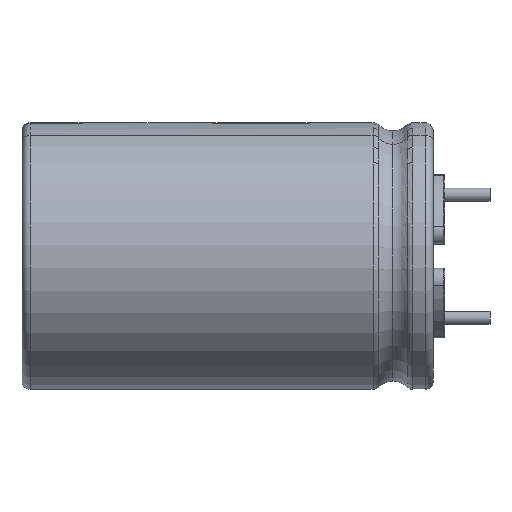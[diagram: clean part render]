
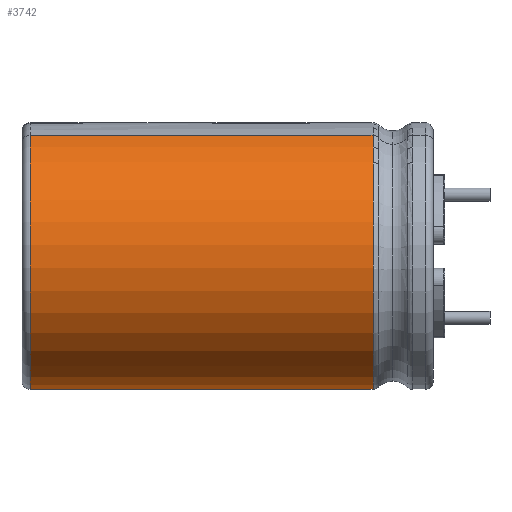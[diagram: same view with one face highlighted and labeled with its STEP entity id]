
A CAD part, left-side view. The second image highlights one B-rep face of the part: STEP entity #3742.
In plain terms, the highlighted cylindrical face has radius 8.25 mm (diameter 16.5 mm), a partial arc.
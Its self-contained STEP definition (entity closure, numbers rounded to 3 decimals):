
#102 = DIRECTION ( 'NONE',  ( 0., 1., 0. ) ) ;
#296 = VERTEX_POINT ( 'NONE', #2884 ) ;
#303 = DIRECTION ( 'NONE',  ( 0., 1., 0. ) ) ;
#340 = CYLINDRICAL_SURFACE ( 'NONE', #3366, 8.25 ) ;
#777 = CARTESIAN_POINT ( 'NONE',  ( 0., 3.725, 0. ) ) ;
#820 = VECTOR ( 'NONE', #5738, 1000. ) ;
#1660 = CARTESIAN_POINT ( 'NONE',  ( -3.5, 25.4, 7.471 ) ) ;
#1709 = CARTESIAN_POINT ( 'NONE',  ( -3.5, 3.725, 7.471 ) ) ;
#1736 = VECTOR ( 'NONE', #303, 1000. ) ;
#1834 = ORIENTED_EDGE ( 'NONE', *, *, #2386, .T. ) ;
#1917 = CARTESIAN_POINT ( 'NONE',  ( 0., 25.4, 0. ) ) ;
#1995 = EDGE_CURVE ( 'NONE', #5452, #296, #5164, .T. ) ;
#2008 = CARTESIAN_POINT ( 'NONE',  ( 0., 24.9, 0. ) ) ;
#2075 = CARTESIAN_POINT ( 'NONE',  ( 3.5, 24.9, 7.471 ) ) ;
#2386 = EDGE_CURVE ( 'NONE', #5754, #4736, #4179, .T. ) ;
#2578 = CIRCLE ( 'NONE', #3121, 8.25 ) ;
#2627 = ORIENTED_EDGE ( 'NONE', *, *, #3864, .F. ) ;
#2764 = ORIENTED_EDGE ( 'NONE', *, *, #6319, .T. ) ;
#2884 = CARTESIAN_POINT ( 'NONE',  ( 3.5, 3.725, 7.471 ) ) ;
#3003 = EDGE_LOOP ( 'NONE', ( #2627, #3214, #2764, #1834 ) ) ;
#3121 = AXIS2_PLACEMENT_3D ( 'NONE', #777, #6323, #4377 ) ;
#3214 = ORIENTED_EDGE ( 'NONE', *, *, #1995, .T. ) ;
#3217 = CARTESIAN_POINT ( 'NONE',  ( -3.5, 24.9, 7.471 ) ) ;
#3366 = AXIS2_PLACEMENT_3D ( 'NONE', #1917, #5458, #6427 ) ;
#3742 = ADVANCED_FACE ( 'NONE', ( #4381 ), #340, .T. ) ;
#3864 = EDGE_CURVE ( 'NONE', #5452, #4736, #4320, .T. ) ;
#4179 = LINE ( 'NONE', #1660, #1736 ) ;
#4320 = CIRCLE ( 'NONE', #5180, 8.25 ) ;
#4377 = DIRECTION ( 'NONE',  ( 0., 0., 1. ) ) ;
#4381 = FACE_OUTER_BOUND ( 'NONE', #3003, .T. ) ;
#4577 = DIRECTION ( 'NONE',  ( 0., 0., 1. ) ) ;
#4595 = CARTESIAN_POINT ( 'NONE',  ( 3.5, 25.4, 7.471 ) ) ;
#4736 = VERTEX_POINT ( 'NONE', #3217 ) ;
#5164 = LINE ( 'NONE', #4595, #820 ) ;
#5180 = AXIS2_PLACEMENT_3D ( 'NONE', #2008, #102, #4577 ) ;
#5452 = VERTEX_POINT ( 'NONE', #2075 ) ;
#5458 = DIRECTION ( 'NONE',  ( 0., 1., 0. ) ) ;
#5738 = DIRECTION ( 'NONE',  ( 0., -1., 0. ) ) ;
#5754 = VERTEX_POINT ( 'NONE', #1709 ) ;
#6319 = EDGE_CURVE ( 'NONE', #296, #5754, #2578, .T. ) ;
#6323 = DIRECTION ( 'NONE',  ( 0., 1., 0. ) ) ;
#6427 = DIRECTION ( 'NONE',  ( 0., 0., 1. ) ) ;
